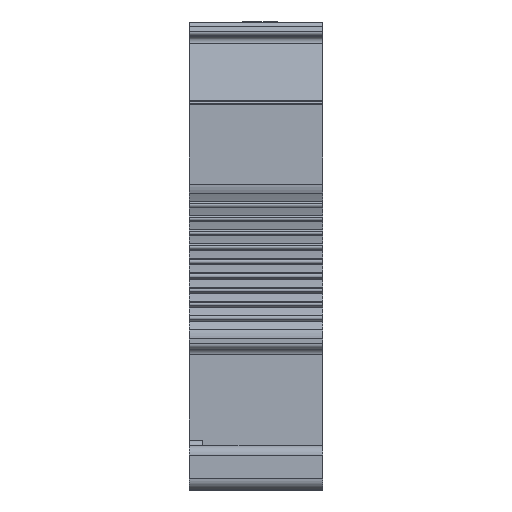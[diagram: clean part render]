
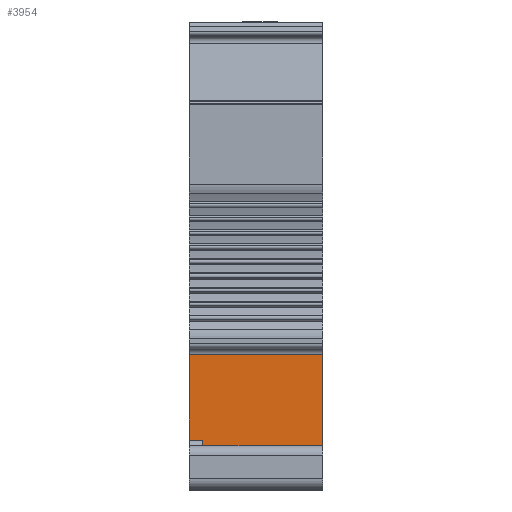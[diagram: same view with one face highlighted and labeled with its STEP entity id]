
A CAD part, left-side view. The second image highlights one B-rep face of the part: STEP entity #3954.
In plain terms, the highlighted planar face has unit normal (-1, 0, 0).
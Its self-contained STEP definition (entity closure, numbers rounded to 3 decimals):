
#3954=ADVANCED_FACE('',(#8268),#8270,.F.);
#8268=FACE_BOUND('',#8269,.T.);
#8269=EDGE_LOOP('',(#11700,#11701,#11702,#11703,#11704,#11705));
#8270=PLANE('',#8271);
#8271=AXIS2_PLACEMENT_3D('',#8272,#8273,#8274);
#8272=CARTESIAN_POINT('',(767.418,25.045,18.1));
#8273=DIRECTION('',(1.,0.,0.));
#8274=DIRECTION('',(0.,-1.,0.));
#11700=ORIENTED_EDGE('',*,*,#13767,.F.);
#11701=ORIENTED_EDGE('',*,*,#13703,.F.);
#11702=ORIENTED_EDGE('',*,*,#13742,.F.);
#11703=ORIENTED_EDGE('',*,*,#13183,.F.);
#11704=ORIENTED_EDGE('',*,*,#13766,.T.);
#11705=ORIENTED_EDGE('',*,*,#12929,.T.);
#12929=EDGE_CURVE('',#14940,#14938,#14941,.T.);
#13183=EDGE_CURVE('',#15440,#15442,#15443,.T.);
#13703=EDGE_CURVE('',#16209,#16211,#16212,.T.);
#13742=EDGE_CURVE('',#15442,#16209,#16271,.T.);
#13766=EDGE_CURVE('',#15440,#14940,#16305,.T.);
#13767=EDGE_CURVE('',#16211,#14938,#16306,.T.);
#14938=VERTEX_POINT('',#19036);
#14940=VERTEX_POINT('',#19041);
#14941=LINE('',#19042,#19043);
#15440=VERTEX_POINT('',#20209);
#15442=VERTEX_POINT('',#20214);
#15443=LINE('',#20215,#20216);
#16209=VERTEX_POINT('',#22274);
#16211=VERTEX_POINT('',#22279);
#16212=LINE('',#22280,#22281);
#16271=LINE('',#22423,#22424);
#16305=LINE('',#22510,#22511);
#16306=LINE('',#22513,#22514);
#19036=CARTESIAN_POINT('',(767.418,37.045,18.1));
#19041=CARTESIAN_POINT('',(767.418,37.045,25.8));
#19042=CARTESIAN_POINT('',(767.418,37.045,25.8));
#19043=VECTOR('',#19044,1.);
#19044=DIRECTION('',(0.,0.,-1.));
#20209=CARTESIAN_POINT('',(767.418,25.045,25.8));
#20214=CARTESIAN_POINT('',(767.418,25.045,15.6));
#20215=CARTESIAN_POINT('',(767.418,25.045,25.8));
#20216=VECTOR('',#20217,1.);
#20217=DIRECTION('',(0.,0.,-1.));
#22274=CARTESIAN_POINT('',(767.418,35.845,15.6));
#22279=CARTESIAN_POINT('',(767.418,35.845,18.1));
#22280=CARTESIAN_POINT('',(767.418,35.845,15.6));
#22281=VECTOR('',#22282,1.);
#22282=DIRECTION('',(0.,0.,1.));
#22423=CARTESIAN_POINT('',(767.418,25.045,15.6));
#22424=VECTOR('',#22425,1.);
#22425=DIRECTION('',(0.,1.,0.));
#22510=CARTESIAN_POINT('',(767.418,25.045,25.8));
#22511=VECTOR('',#22512,1.);
#22512=DIRECTION('',(0.,1.,0.));
#22513=CARTESIAN_POINT('',(767.418,35.845,18.1));
#22514=VECTOR('',#22515,1.);
#22515=DIRECTION('',(0.,1.,0.));
